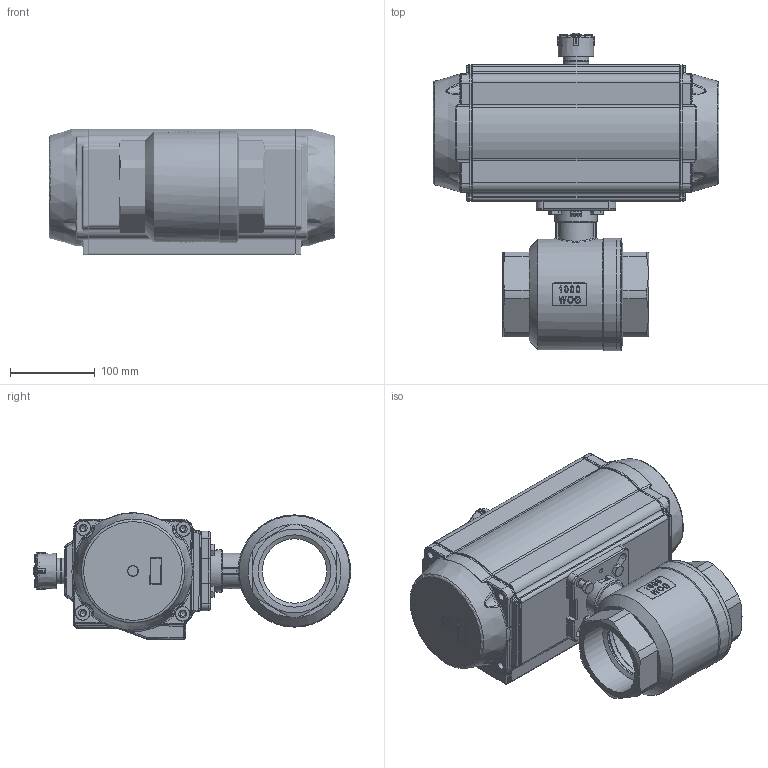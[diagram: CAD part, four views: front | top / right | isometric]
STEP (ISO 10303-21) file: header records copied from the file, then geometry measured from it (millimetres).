
FILE_DESCRIPTION(/* description */ ('Unknown'),/* implementation_level */ '2;1');
FILE_NAME(/* name */ 'PE07 9652-11',/* time_stamp */ '2025-01-15T10:25:28+01:00',/* author */ ('Unknown'),/* organization */ ('Unknown'),/* preprocessor_version */ 'ST-DEVELOPER v19.4',/* originating_system */ 'Solid Edge',/* authorisation */ 'Unknown');
FILE_SCHEMA (('AUTOMOTIVE_DESIGN {1 0 10303 214 3 1 1}'));
Length unit declared in the file: millimetre
Products named in the file (25): PE079652-11; 9652-11; DN80-T; DN80-FZ; DN80-ZT; DN80-FG; DN80-O; DN80-TL; DN80-YT; DN80-DD; DN80-FGM; DN80-FS; DN80-G; DN80-M; PD08_PE07; VTE125埴詰; vt125-2016-06-25; vt125-2016-06-25   酘傷裔_MIR; VT125-03-01   活塞; VT125-3 粣; Optische Anzeige; ______; ________(___________; cup head nib bolts with large head gb_GB_FASTENER_BOLT_CHNBW M6X25-N; DIN 933 M8x25 A2-70 BLK_EDST
Assembly tree (33 placements, depth 4):
  PE079652-11
    9652-11
      DN80-T
      DN80-FZ  x2
      DN80-ZT
      DN80-FG
      DN80-O
      DN80-TL
      DN80-YT
      DN80-DD  x2
      DN80-FGM
      DN80-FS
      DN80-G
      DN80-M
    PD08_PE07
      VTE125埴詰
      vt125-2016-06-25
      vt125-2016-06-25   酘傷裔_MIR
      VT125-03-01   活塞  x2
      VT125-3 粣
      Optische Anzeige
        ______
        ________(___________  x4
        cup head nib bolts with large head gb_GB_FASTENER_BOLT_CHNBW M6X25-N
    DIN 933 M8x25 A2-70 BLK_EDST  x4
Bounding box: 337 x 374.25 x 149.23 mm (x, y, z)
Volume: 4138669.2 mm3; surface area: 912530.7 mm2
Topology: 30 solids, 30 shells, 3698 faces, 9176 edges, 5631 vertices
Faces by surface type: plane 1019, cylinder 967, bspline 841, torus 563, cone 255, sphere 53
Full cylindrical faces by diameter (mm): 3 x16, 3.3 x8, 4.134 x8, 4.66 x1, 4.917 x1, 5 x1, 6 x1, 6.2 x1, 6.647 x12, 7 x1, 8 x4, 8.376 x4, 10.106 x2, 11.445 x2, 13 x6, 17 x8, 17.5 x2, 18.3 x1, 22 x3, 22.1 x1, 22.2 x3, 23 x2, 25 x1, 26 x2, 26.4 x1, 27 x1, 27.6 x2, 28 x2, 28.2 x1, 29 x1
Entity records: 135724 total; most frequent: CARTESIAN_POINT 74474, ORIENTED_EDGE 13372, DIRECTION 10856, EDGE_CURVE 6686, VERTEX_POINT 4329, AXIS2_PLACEMENT_3D 4253, FACE_BOUND 3359, EDGE_LOOP 3336
